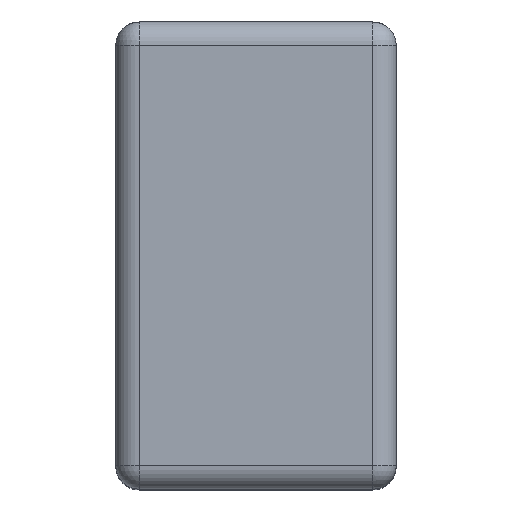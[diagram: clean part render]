
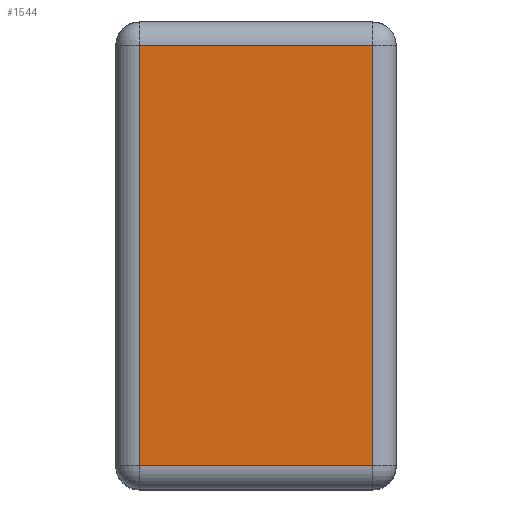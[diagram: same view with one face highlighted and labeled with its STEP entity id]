
A CAD part, top view. The second image highlights one B-rep face of the part: STEP entity #1544.
In plain terms, the highlighted planar face has unit normal (0, 0, 1).
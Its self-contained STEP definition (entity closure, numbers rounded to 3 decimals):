
#33 = EDGE_CURVE ( 'NONE', #1207, #593, #1043, .T. ) ;
#108 = ORIENTED_EDGE ( 'NONE', *, *, #459, .T. ) ;
#115 = LINE ( 'NONE', #1102, #419 ) ;
#127 = PLANE ( 'NONE',  #228 ) ;
#228 = AXIS2_PLACEMENT_3D ( 'NONE', #540, #647, #1530 ) ;
#254 = VECTOR ( 'NONE', #878, 1000. ) ;
#383 = CARTESIAN_POINT ( 'NONE',  ( -5., 9., 66. ) ) ;
#419 = VECTOR ( 'NONE', #739, 1000. ) ;
#459 = EDGE_CURVE ( 'NONE', #581, #1420, #115, .T. ) ;
#464 = CARTESIAN_POINT ( 'NONE',  ( 5., 9., 66. ) ) ;
#540 = CARTESIAN_POINT ( 'NONE',  ( 0., 0., 66. ) ) ;
#565 = CARTESIAN_POINT ( 'NONE',  ( 5., 0., 66. ) ) ;
#581 = VERTEX_POINT ( 'NONE', #1209 ) ;
#593 = VERTEX_POINT ( 'NONE', #383 ) ;
#647 = DIRECTION ( 'NONE',  ( 0., 0., -1. ) ) ;
#670 = CARTESIAN_POINT ( 'NONE',  ( 0., 9., 66. ) ) ;
#696 = ORIENTED_EDGE ( 'NONE', *, *, #1210, .T. ) ;
#739 = DIRECTION ( 'NONE',  ( 1., 0., 0. ) ) ;
#857 = CARTESIAN_POINT ( 'NONE',  ( 5., -9., 66. ) ) ;
#878 = DIRECTION ( 'NONE',  ( -1., 0., 0. ) ) ;
#973 = VECTOR ( 'NONE', #1310, 1000. ) ;
#1043 = LINE ( 'NONE', #670, #254 ) ;
#1054 = EDGE_LOOP ( 'NONE', ( #696, #108, #1379, #1081 ) ) ;
#1081 = ORIENTED_EDGE ( 'NONE', *, *, #33, .T. ) ;
#1102 = CARTESIAN_POINT ( 'NONE',  ( 0., -9., 66. ) ) ;
#1183 = LINE ( 'NONE', #565, #1621 ) ;
#1207 = VERTEX_POINT ( 'NONE', #464 ) ;
#1209 = CARTESIAN_POINT ( 'NONE',  ( -5., -9., 66. ) ) ;
#1210 = EDGE_CURVE ( 'NONE', #593, #581, #1573, .T. ) ;
#1249 = EDGE_CURVE ( 'NONE', #1420, #1207, #1183, .T. ) ;
#1310 = DIRECTION ( 'NONE',  ( 0., -1., 0. ) ) ;
#1324 = DIRECTION ( 'NONE',  ( 0., 1., 0. ) ) ;
#1379 = ORIENTED_EDGE ( 'NONE', *, *, #1249, .T. ) ;
#1420 = VERTEX_POINT ( 'NONE', #857 ) ;
#1451 = CARTESIAN_POINT ( 'NONE',  ( -5., 0., 66. ) ) ;
#1524 = FACE_OUTER_BOUND ( 'NONE', #1054, .T. ) ;
#1530 = DIRECTION ( 'NONE',  ( -1., 0., 0. ) ) ;
#1544 = ADVANCED_FACE ( 'NONE', ( #1524 ), #127, .F. ) ;
#1573 = LINE ( 'NONE', #1451, #973 ) ;
#1621 = VECTOR ( 'NONE', #1324, 1000. ) ;
